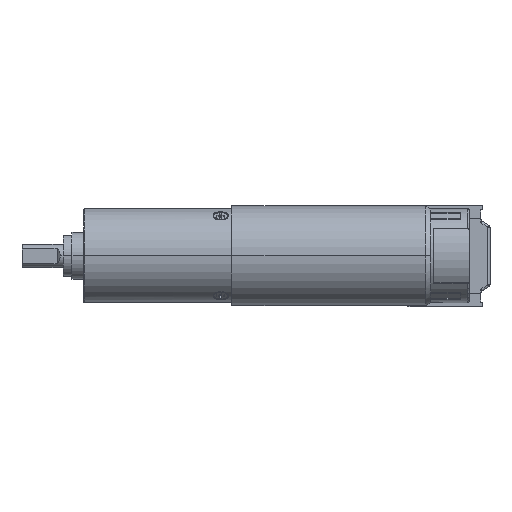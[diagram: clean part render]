
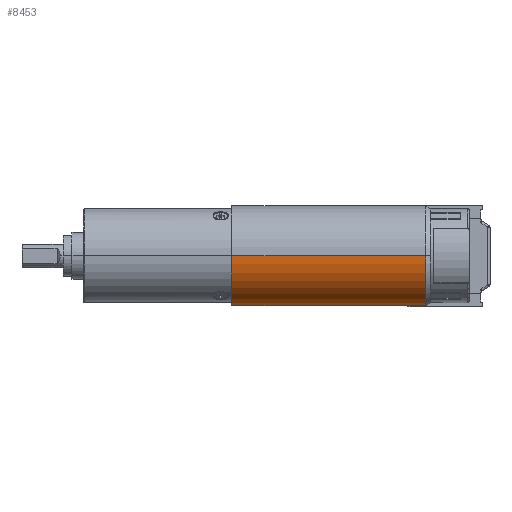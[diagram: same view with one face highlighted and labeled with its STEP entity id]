
A CAD part, front view. The second image highlights one B-rep face of the part: STEP entity #8453.
In plain terms, the highlighted cylindrical face has radius 8.5 mm (diameter 17 mm), a partial arc.
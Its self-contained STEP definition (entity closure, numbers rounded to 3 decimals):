
#446=DIRECTION('',(-1.,0.,0.));
#447=VECTOR('',#446,32.934);
#448=CARTESIAN_POINT('',(32.934,8.5,0.));
#449=LINE('',#448,#447);
#450=DIRECTION('',(-1.,0.,0.));
#451=VECTOR('',#450,32.934);
#452=CARTESIAN_POINT('',(32.934,-8.5,0.));
#453=LINE('',#452,#451);
#454=CARTESIAN_POINT('',(32.934,0.,0.));
#455=DIRECTION('',(-1.,0.,0.));
#456=DIRECTION('',(0.,1.,0.));
#457=AXIS2_PLACEMENT_3D('',#454,#455,#456);
#469=CARTESIAN_POINT('',(0.,0.,0.));
#470=DIRECTION('',(-1.,0.,0.));
#471=DIRECTION('',(0.,1.,0.));
#472=AXIS2_PLACEMENT_3D('',#469,#470,#471);
#6355=CARTESIAN_POINT('',(32.934,8.5,0.));
#6356=CARTESIAN_POINT('',(0.,8.5,0.));
#6357=VERTEX_POINT('',#6355);
#6358=VERTEX_POINT('',#6356);
#6360=CARTESIAN_POINT('',(32.934,-8.5,0.));
#6362=VERTEX_POINT('',#6360);
#6363=CARTESIAN_POINT('',(0.,-8.5,0.));
#6364=VERTEX_POINT('',#6363);
#8439=CARTESIAN_POINT('',(0.,0.,0.));
#8440=DIRECTION('',(1.,0.,0.));
#8441=DIRECTION('',(0.,-1.,0.));
#8442=AXIS2_PLACEMENT_3D('',#8439,#8440,#8441);
#8443=CYLINDRICAL_SURFACE('',#8442,8.5);
#8445=ORIENTED_EDGE('',*,*,#8444,.T.);
#8447=ORIENTED_EDGE('',*,*,#8446,.T.);
#8449=ORIENTED_EDGE('',*,*,#8448,.F.);
#8450=ORIENTED_EDGE('',*,*,#8364,.F.);
#8451=EDGE_LOOP('',(#8445,#8447,#8449,#8450));
#8452=FACE_OUTER_BOUND('',#8451,.F.);
#8453=ADVANCED_FACE('',(#8452),#8443,.T.);
#458=CIRCLE('',#457,8.5);
#473=CIRCLE('',#472,8.5);
#8364=EDGE_CURVE('',#6357,#6362,#458,.T.);
#8444=EDGE_CURVE('',#6357,#6358,#449,.T.);
#8446=EDGE_CURVE('',#6358,#6364,#473,.T.);
#8448=EDGE_CURVE('',#6362,#6364,#453,.T.);
